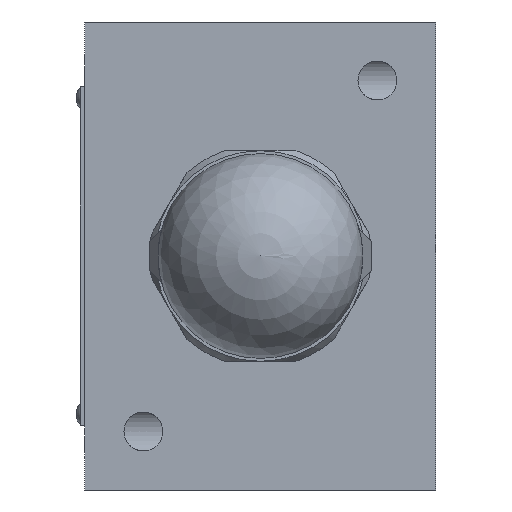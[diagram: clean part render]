
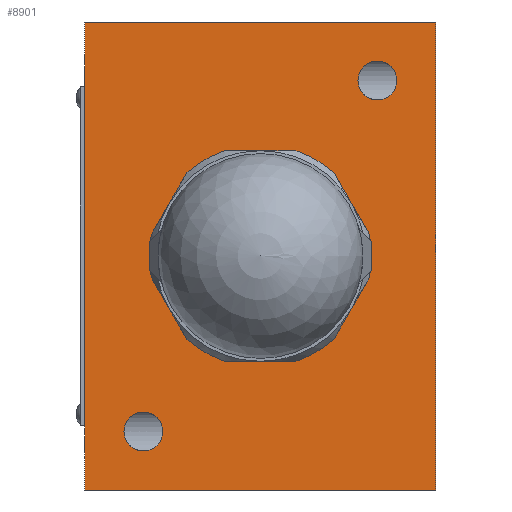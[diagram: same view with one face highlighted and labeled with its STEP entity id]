
A CAD part, left-side view. The second image highlights one B-rep face of the part: STEP entity #8901.
In plain terms, the highlighted planar face has unit normal (-1, 0, 0).
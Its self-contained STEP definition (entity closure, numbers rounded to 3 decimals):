
#256=LINE('',#12258,#734);
#264=LINE('',#12334,#742);
#265=LINE('',#12336,#743);
#266=LINE('',#12338,#744);
#734=VECTOR('',#10129,1000.);
#742=VECTOR('',#10161,1000.);
#743=VECTOR('',#10162,1000.);
#744=VECTOR('',#10163,1000.);
#1212=PLANE('',#9312);
#1408=ORIENTED_EDGE('',*,*,#3282,.T.);
#1409=ORIENTED_EDGE('',*,*,#3283,.T.);
#1410=ORIENTED_EDGE('',*,*,#3284,.T.);
#1411=ORIENTED_EDGE('',*,*,#3285,.T.);
#1412=ORIENTED_EDGE('',*,*,#3286,.F.);
#1413=ORIENTED_EDGE('',*,*,#3287,.F.);
#1414=ORIENTED_EDGE('',*,*,#3266,.T.);
#3266=EDGE_CURVE('',#4204,#4203,#256,.T.);
#3282=EDGE_CURVE('',#4219,#4219,#4855,.T.);
#3283=EDGE_CURVE('',#4220,#4220,#4856,.T.);
#3284=EDGE_CURVE('',#4221,#4221,#4857,.T.);
#3285=EDGE_CURVE('',#4203,#4222,#264,.T.);
#3286=EDGE_CURVE('',#4223,#4222,#265,.T.);
#3287=EDGE_CURVE('',#4204,#4223,#266,.T.);
#4203=VERTEX_POINT('',#12257);
#4204=VERTEX_POINT('',#12259);
#4219=VERTEX_POINT('',#12329);
#4220=VERTEX_POINT('',#12331);
#4221=VERTEX_POINT('',#12333);
#4222=VERTEX_POINT('',#12335);
#4223=VERTEX_POINT('',#12337);
#4855=CIRCLE('',#9313,17.5);
#4856=CIRCLE('',#9314,3.324);
#4857=CIRCLE('',#9315,3.324);
#5287=EDGE_LOOP('',(#1408));
#5288=EDGE_LOOP('',(#1409));
#5289=EDGE_LOOP('',(#1410));
#5290=EDGE_LOOP('',(#1411,#1412,#1413,#1414));
#5777=FACE_BOUND('',#5287,.T.);
#5778=FACE_BOUND('',#5288,.T.);
#5779=FACE_BOUND('',#5289,.T.);
#5780=FACE_BOUND('',#5290,.T.);
#8901=ADVANCED_FACE('',(#5777,#5778,#5779,#5780),#1212,.F.);
#9312=AXIS2_PLACEMENT_3D('',#12327,#10153,#10154);
#9313=AXIS2_PLACEMENT_3D('',#12328,#10155,#10156);
#9314=AXIS2_PLACEMENT_3D('',#12330,#10157,#10158);
#9315=AXIS2_PLACEMENT_3D('',#12332,#10159,#10160);
#10129=DIRECTION('',(0.,-1.,0.));
#10153=DIRECTION('',(1.,0.,0.));
#10154=DIRECTION('',(0.,0.,-1.));
#10155=DIRECTION('',(1.,0.,0.));
#10156=DIRECTION('',(0.,0.,-1.));
#10157=DIRECTION('',(1.,0.,0.));
#10158=DIRECTION('',(0.,0.,-1.));
#10159=DIRECTION('',(1.,0.,0.));
#10160=DIRECTION('',(0.,0.,-1.));
#10161=DIRECTION('',(0.,0.,1.));
#10162=DIRECTION('',(0.,-1.,0.));
#10163=DIRECTION('',(0.,0.,1.));
#12257=CARTESIAN_POINT('',(0.,-30.,-40.));
#12258=CARTESIAN_POINT('',(0.,30.,-40.));
#12259=CARTESIAN_POINT('',(0.,30.,-40.));
#12327=CARTESIAN_POINT('',(0.,30.,-40.));
#12328=CARTESIAN_POINT('',(0.,0.,0.));
#12329=CARTESIAN_POINT('',(0.,0.,-17.5));
#12330=CARTESIAN_POINT('',(0.,-20.,30.));
#12331=CARTESIAN_POINT('',(0.,-20.,26.677));
#12332=CARTESIAN_POINT('',(0.,20.,-30.));
#12333=CARTESIAN_POINT('',(0.,20.,-33.324));
#12334=CARTESIAN_POINT('',(0.,-30.,-40.));
#12335=CARTESIAN_POINT('',(0.,-30.,40.));
#12336=CARTESIAN_POINT('',(0.,30.,40.));
#12337=CARTESIAN_POINT('',(0.,30.,40.));
#12338=CARTESIAN_POINT('',(0.,30.,-40.));
